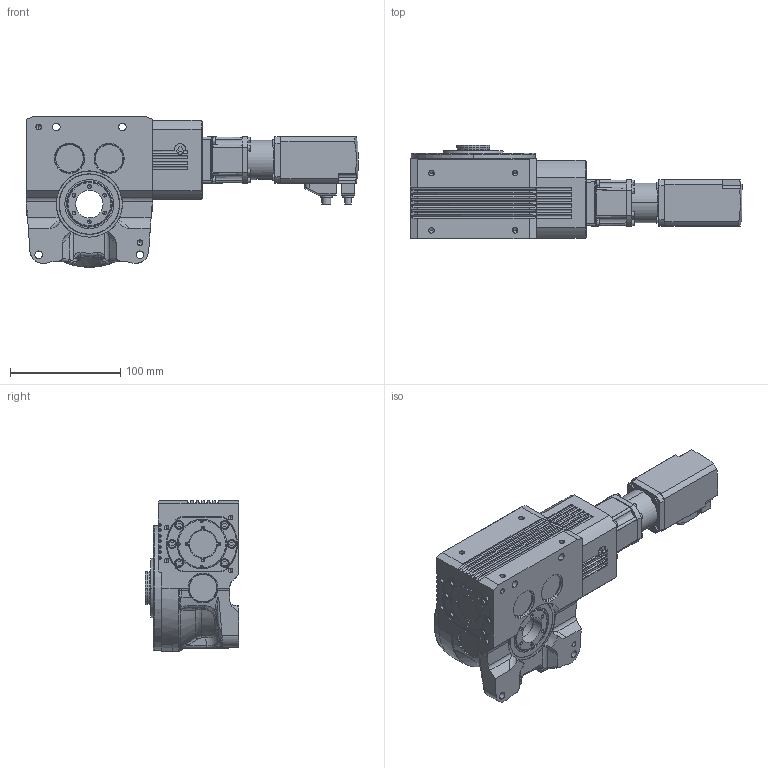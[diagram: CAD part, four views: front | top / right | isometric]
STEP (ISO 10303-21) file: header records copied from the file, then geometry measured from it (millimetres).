
FILE_DESCRIPTION (( 'STEP AP203' ), '1' );
FILE_NAME ('RGV049V4445X000.STEP', '2022-07-13T02:47:00', ( '' ), ( '' ), 'SwSTEP 2.0', 'SolidWorks 2019', '' );
FILE_SCHEMA (( 'CONFIG_CONTROL_DESIGN' ));
Length unit declared in the file: millimetre
Products named in the file (7): RGV049V4445X000; RGV040-015GT-00_PRT019153; RGV040-減速機ベース_PRT019154; B1288; HX-A-M03_M3*10HX-A-4.8; CAP-M3-SC_M3x15; Outside_9810086200_HPN-11A-05-J6ADHZ-XF1-OM
Assembly tree (12 placements, depth 2):
  RGV049V4445X000
    RGV040-015GT-00_PRT019153
    RGV040-減速機ベース_PRT019154
    Outside_9810086200_HPN-11A-05-J6ADHZ-XF1-OM
    B1288
    CAP-M3-SC_M3x15  x4
    HX-A-M03_M3*10HX-A-4.8  x4
Bounding box: 301.5 x 85 x 137.03 mm (x, y, z)
Volume: 1356957.3 mm3; surface area: 193738.7 mm2
Topology: 14 solids, 14 shells, 2457 faces, 6009 edges, 3723 vertices
Faces by surface type: plane 916, cylinder 837, cone 401, torus 155, bspline 125, sphere 23
Entity records: 78840 total; most frequent: CARTESIAN_POINT 22611, DIRECTION 11809, ORIENTED_EDGE 11330, EDGE_CURVE 5665, AXIS2_PLACEMENT_3D 4494, VERTEX_POINT 3591, VECTOR 2821, LINE 2821
